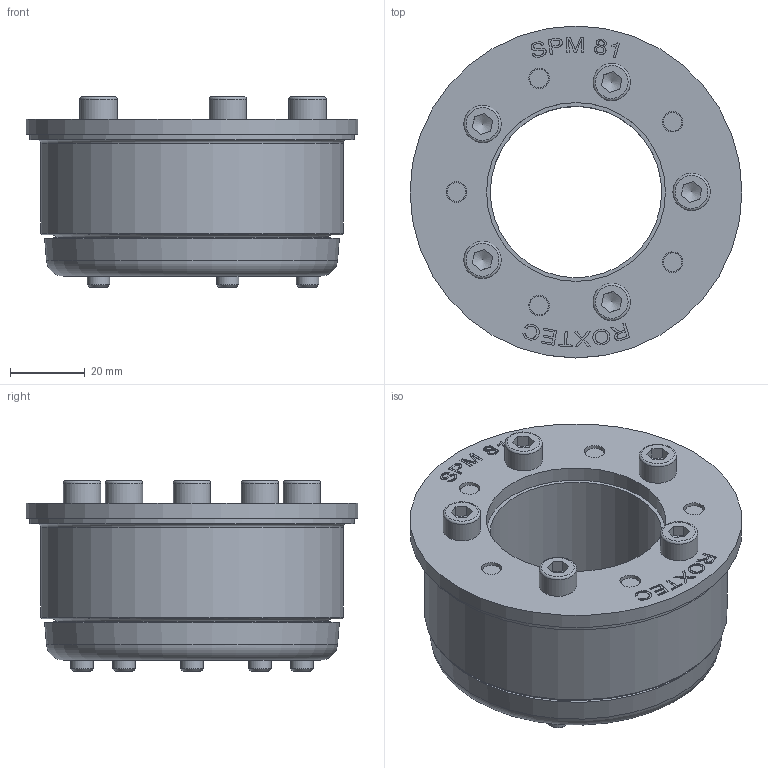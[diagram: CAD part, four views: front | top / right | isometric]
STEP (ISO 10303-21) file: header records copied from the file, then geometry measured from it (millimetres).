
FILE_DESCRIPTION((''),'2;1');
FILE_NAME('SPM81.stp','2016-02-02T11:18:39',(''),(''),'Autodesk Inventor 2013','Autodesk Inventor 2013','');
FILE_SCHEMA(('AUTOMOTIVE_DESIGN { 1 0 10303 214 1 1 1 1 }'));
Length unit declared in the file: millimetre
Products named in the file (6): SPM-Iassembly; 100-053933; 100-053934; 100-053935; 100-053936; 100-002335
Assembly tree (9 placements, depth 3):
  SPM-Iassembly
    100-053933
      100-053934
      100-053935
      100-053936
      100-002335  x5
Bounding box: 88.9 x 88.9 x 51 mm (x, y, z)
Volume: 149837 mm3; surface area: 51361.2 mm2
Topology: 8 solids, 8 shells, 346 faces, 854 edges, 557 vertices
Faces by surface type: plane 168, bspline 86, cylinder 52, cone 24, torus 16
Full cylindrical faces by diameter (mm): 4.4 x5, 4.9 x10, 5 x10, 5.3 x5, 5.5 x5, 6 x5, 10 x6, 45.9 x1, 47.9 x2, 81 x1, 86.9 x1, 88.9 x1
Entity records: 8902 total; most frequent: CARTESIAN_POINT 2573, ORIENTED_EDGE 1292, DIRECTION 1000, EDGE_CURVE 646, VERTEX_POINT 465, EDGE_LOOP 429, VECTOR 364, LINE 364
